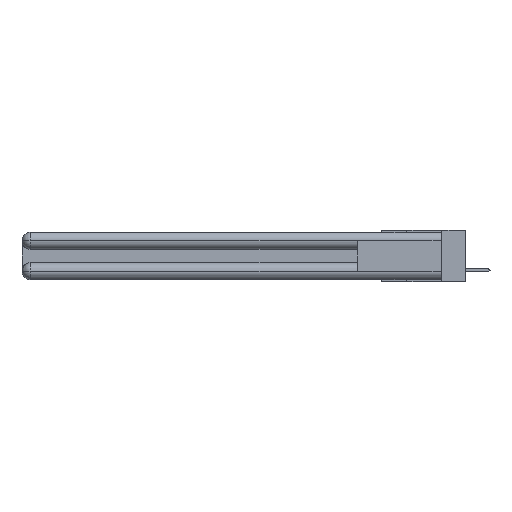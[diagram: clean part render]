
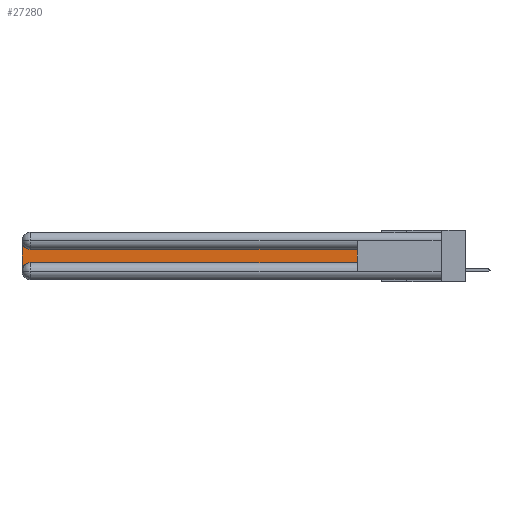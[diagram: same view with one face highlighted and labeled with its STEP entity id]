
A CAD part, left-side view. The second image highlights one B-rep face of the part: STEP entity #27280.
In plain terms, the highlighted planar face has unit normal (-1, 0, 0).
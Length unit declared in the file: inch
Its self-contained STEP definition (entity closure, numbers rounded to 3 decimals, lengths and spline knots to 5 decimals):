
#1555 = CARTESIAN_POINT ( 'NONE',  ( 0.075, 3., -0.2175 ) ) ;
#2682 = VECTOR ( 'NONE', #28984, 39.37008 ) ;
#2779 = ORIENTED_EDGE ( 'NONE', *, *, #3402, .T. ) ;
#3402 = EDGE_CURVE ( 'NONE', #9869, #8591, #12393, .T. ) ;
#3903 = VERTEX_POINT ( 'NONE', #28924 ) ;
#5115 = VECTOR ( 'NONE', #15369, 39.37008 ) ;
#5974 = CARTESIAN_POINT ( 'NONE',  ( 0.075, 0.6, -0.2175 ) ) ;
#6012 = ORIENTED_EDGE ( 'NONE', *, *, #30156, .T. ) ;
#6195 = DIRECTION ( 'NONE',  ( 0., 0., -1. ) ) ;
#6284 = CARTESIAN_POINT ( 'NONE',  ( 0.075, 2.94, -0.2775 ) ) ;
#6669 = ORIENTED_EDGE ( 'NONE', *, *, #24032, .T. ) ;
#8062 = LINE ( 'NONE', #5974, #23391 ) ;
#8069 = CARTESIAN_POINT ( 'NONE',  ( 0.075, 0.6, -0.1225 ) ) ;
#8400 = VERTEX_POINT ( 'NONE', #28999 ) ;
#8588 = AXIS2_PLACEMENT_3D ( 'NONE', #11542, #9041, #11323 ) ;
#8591 = VERTEX_POINT ( 'NONE', #26470 ) ;
#8813 = CARTESIAN_POINT ( 'NONE',  ( 0.075, 0.6, -0.2175 ) ) ;
#9041 = DIRECTION ( 'NONE',  ( 1., 0., 0. ) ) ;
#9869 = VERTEX_POINT ( 'NONE', #28345 ) ;
#10430 = AXIS2_PLACEMENT_3D ( 'NONE', #6284, #13241, #22741 ) ;
#10440 = DIRECTION ( 'NONE',  ( 1., 0., 0. ) ) ;
#10833 = AXIS2_PLACEMENT_3D ( 'NONE', #19715, #10440, #19927 ) ;
#11323 = DIRECTION ( 'NONE',  ( 0., 0., -1. ) ) ;
#11542 = CARTESIAN_POINT ( 'NONE',  ( 0.075, 3., -0.1225 ) ) ;
#11732 = PLANE ( 'NONE',  #8588 ) ;
#12247 = ORIENTED_EDGE ( 'NONE', *, *, #20173, .T. ) ;
#12393 = CIRCLE ( 'NONE', #10833, 0.06 ) ;
#13241 = DIRECTION ( 'NONE',  ( 1., 0., 0. ) ) ;
#14241 = EDGE_CURVE ( 'NONE', #3903, #8400, #28196, .T. ) ;
#15369 = DIRECTION ( 'NONE',  ( 0., 1., 0. ) ) ;
#17240 = FACE_OUTER_BOUND ( 'NONE', #20690, .T. ) ;
#18398 = VECTOR ( 'NONE', #6195, 39.37008 ) ;
#18562 = LINE ( 'NONE', #20082, #5115 ) ;
#19715 = CARTESIAN_POINT ( 'NONE',  ( 0.075, 2.94, -0.0625 ) ) ;
#19739 = EDGE_CURVE ( 'NONE', #20175, #9869, #18562, .T. ) ;
#19927 = DIRECTION ( 'NONE',  ( 0., 0., -1. ) ) ;
#19943 = DIRECTION ( 'NONE',  ( 0., 0., 1. ) ) ;
#20082 = CARTESIAN_POINT ( 'NONE',  ( 0.075, 0.6, -0.1225 ) ) ;
#20173 = EDGE_CURVE ( 'NONE', #30738, #20175, #8062, .T. ) ;
#20175 = VERTEX_POINT ( 'NONE', #8069 ) ;
#20690 = EDGE_LOOP ( 'NONE', ( #20820, #2779, #6012, #27547, #6669, #12247 ) ) ;
#20820 = ORIENTED_EDGE ( 'NONE', *, *, #19739, .T. ) ;
#21455 = CARTESIAN_POINT ( 'NONE',  ( 0.075, 0.6, -0.2175 ) ) ;
#22741 = DIRECTION ( 'NONE',  ( 0., 0., -1. ) ) ;
#23391 = VECTOR ( 'NONE', #19943, 39.37008 ) ;
#24032 = EDGE_CURVE ( 'NONE', #8400, #30738, #27358, .T. ) ;
#24745 = LINE ( 'NONE', #1555, #18398 ) ;
#26470 = CARTESIAN_POINT ( 'NONE',  ( 0.075, 3., -0.0625 ) ) ;
#27280 = ADVANCED_FACE ( 'NONE', ( #17240 ), #11732, .F. ) ;
#27358 = LINE ( 'NONE', #21455, #2682 ) ;
#27547 = ORIENTED_EDGE ( 'NONE', *, *, #14241, .T. ) ;
#28196 = CIRCLE ( 'NONE', #10430, 0.06 ) ;
#28345 = CARTESIAN_POINT ( 'NONE',  ( 0.075, 2.94, -0.1225 ) ) ;
#28924 = CARTESIAN_POINT ( 'NONE',  ( 0.075, 3., -0.2775 ) ) ;
#28984 = DIRECTION ( 'NONE',  ( 0., -1., 0. ) ) ;
#28999 = CARTESIAN_POINT ( 'NONE',  ( 0.075, 2.94, -0.2175 ) ) ;
#30156 = EDGE_CURVE ( 'NONE', #8591, #3903, #24745, .T. ) ;
#30738 = VERTEX_POINT ( 'NONE', #8813 ) ;
